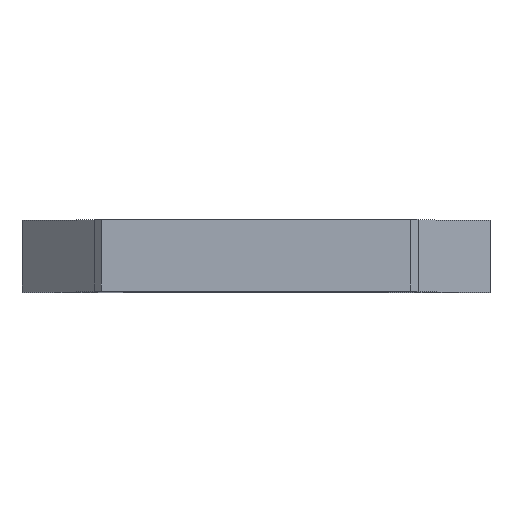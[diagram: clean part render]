
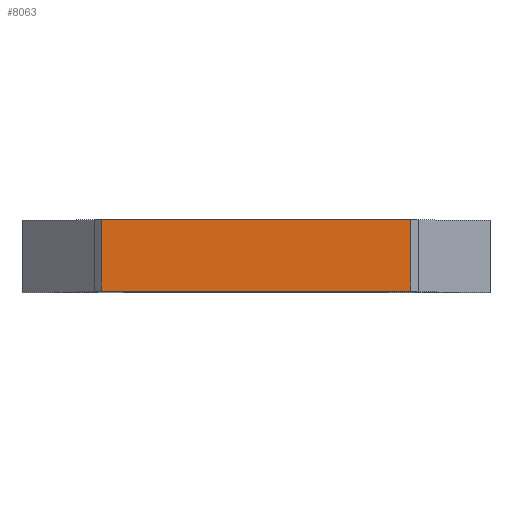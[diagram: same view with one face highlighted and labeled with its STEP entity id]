
A CAD part, top view. The second image highlights one B-rep face of the part: STEP entity #8063.
In plain terms, the highlighted planar face has unit normal (0, 0, 1).
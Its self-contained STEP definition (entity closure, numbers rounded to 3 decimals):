
#43 = PLANE('',#44);
#44 = AXIS2_PLACEMENT_3D('',#45,#46,#47);
#45 = CARTESIAN_POINT('',(0.,0.,0.));
#46 = DIRECTION('',(0.,-1.,0.));
#47 = DIRECTION('',(0.,0.,-1.));
#1913 = PLANE('',#1914);
#1914 = AXIS2_PLACEMENT_3D('',#1915,#1916,#1917);
#1915 = CARTESIAN_POINT('',(0.,10.,0.));
#1916 = DIRECTION('',(0.,-1.,0.));
#1917 = DIRECTION('',(0.,0.,-1.));
#4108 = EDGE_CURVE('',#4109,#4111,#4113,.T.);
#4109 = VERTEX_POINT('',#4110);
#4110 = CARTESIAN_POINT('',(11.,10.,80.));
#4111 = VERTEX_POINT('',#4112);
#4112 = CARTESIAN_POINT('',(54.,10.,80.));
#4113 = SURFACE_CURVE('',#4114,(#4118,#4125),.PCURVE_S1.);
#4114 = LINE('',#4115,#4116);
#4115 = CARTESIAN_POINT('',(10.,10.,80.));
#4116 = VECTOR('',#4117,1.);
#4117 = DIRECTION('',(1.,0.,0.));
#4118 = PCURVE('',#1913,#4119);
#4119 = DEFINITIONAL_REPRESENTATION('',(#4120),#4124);
#4120 = LINE('',#4121,#4122);
#4121 = CARTESIAN_POINT('',(-80.,10.));
#4122 = VECTOR('',#4123,1.);
#4123 = DIRECTION('',(0.,1.));
#4124 = ( GEOMETRIC_REPRESENTATION_CONTEXT(2) 
PARAMETRIC_REPRESENTATION_CONTEXT() REPRESENTATION_CONTEXT('2D SPACE',''
  ) );
#4125 = PCURVE('',#4126,#4131);
#4126 = PLANE('',#4127);
#4127 = AXIS2_PLACEMENT_3D('',#4128,#4129,#4130);
#4128 = CARTESIAN_POINT('',(10.,10.,80.));
#4129 = DIRECTION('',(0.,0.,-1.));
#4130 = DIRECTION('',(-1.,0.,0.));
#4131 = DEFINITIONAL_REPRESENTATION('',(#4132),#4136);
#4132 = LINE('',#4133,#4134);
#4133 = CARTESIAN_POINT('',(0.,0.));
#4134 = VECTOR('',#4135,1.);
#4135 = DIRECTION('',(-1.,0.));
#4136 = ( GEOMETRIC_REPRESENTATION_CONTEXT(2) 
PARAMETRIC_REPRESENTATION_CONTEXT() REPRESENTATION_CONTEXT('2D SPACE',''
  ) );
#4154 = PLANE('',#4155);
#4155 = AXIS2_PLACEMENT_3D('',#4156,#4157,#4158);
#4156 = CARTESIAN_POINT('',(55.,10.,79.));
#4157 = DIRECTION('',(-0.707,-0.,-0.707));
#4158 = DIRECTION('',(0.,-1.,0.));
#4432 = PLANE('',#4433);
#4433 = AXIS2_PLACEMENT_3D('',#4434,#4435,#4436);
#4434 = CARTESIAN_POINT('',(11.,10.,80.));
#4435 = DIRECTION('',(0.707,0.,-0.707));
#4436 = DIRECTION('',(0.,-1.,0.));
#5809 = VERTEX_POINT('',#5810);
#5810 = CARTESIAN_POINT('',(54.,0.,80.));
#5831 = EDGE_CURVE('',#5832,#5809,#5834,.T.);
#5832 = VERTEX_POINT('',#5833);
#5833 = CARTESIAN_POINT('',(11.,0.,80.));
#5834 = SURFACE_CURVE('',#5835,(#5839,#5846),.PCURVE_S1.);
#5835 = LINE('',#5836,#5837);
#5836 = CARTESIAN_POINT('',(10.,0.,80.));
#5837 = VECTOR('',#5838,1.);
#5838 = DIRECTION('',(1.,0.,0.));
#5839 = PCURVE('',#43,#5840);
#5840 = DEFINITIONAL_REPRESENTATION('',(#5841),#5845);
#5841 = LINE('',#5842,#5843);
#5842 = CARTESIAN_POINT('',(-80.,10.));
#5843 = VECTOR('',#5844,1.);
#5844 = DIRECTION('',(0.,1.));
#5845 = ( GEOMETRIC_REPRESENTATION_CONTEXT(2) 
PARAMETRIC_REPRESENTATION_CONTEXT() REPRESENTATION_CONTEXT('2D SPACE',''
  ) );
#5846 = PCURVE('',#4126,#5847);
#5847 = DEFINITIONAL_REPRESENTATION('',(#5848),#5852);
#5848 = LINE('',#5849,#5850);
#5849 = CARTESIAN_POINT('',(0.,-10.));
#5850 = VECTOR('',#5851,1.);
#5851 = DIRECTION('',(-1.,0.));
#5852 = ( GEOMETRIC_REPRESENTATION_CONTEXT(2) 
PARAMETRIC_REPRESENTATION_CONTEXT() REPRESENTATION_CONTEXT('2D SPACE',''
  ) );
#8063 = ADVANCED_FACE('',(#8064),#4126,.F.);
#8064 = FACE_BOUND('',#8065,.T.);
#8065 = EDGE_LOOP('',(#8066,#8067,#8088,#8089));
#8066 = ORIENTED_EDGE('',*,*,#5831,.T.);
#8067 = ORIENTED_EDGE('',*,*,#8068,.T.);
#8068 = EDGE_CURVE('',#5809,#4111,#8069,.T.);
#8069 = SURFACE_CURVE('',#8070,(#8074,#8081),.PCURVE_S1.);
#8070 = LINE('',#8071,#8072);
#8071 = CARTESIAN_POINT('',(54.,10.,80.));
#8072 = VECTOR('',#8073,1.);
#8073 = DIRECTION('',(0.,1.,0.));
#8074 = PCURVE('',#4126,#8075);
#8075 = DEFINITIONAL_REPRESENTATION('',(#8076),#8080);
#8076 = LINE('',#8077,#8078);
#8077 = CARTESIAN_POINT('',(-44.,0.));
#8078 = VECTOR('',#8079,1.);
#8079 = DIRECTION('',(0.,1.));
#8080 = ( GEOMETRIC_REPRESENTATION_CONTEXT(2) 
PARAMETRIC_REPRESENTATION_CONTEXT() REPRESENTATION_CONTEXT('2D SPACE',''
  ) );
#8081 = PCURVE('',#4154,#8082);
#8082 = DEFINITIONAL_REPRESENTATION('',(#8083),#8087);
#8083 = LINE('',#8084,#8085);
#8084 = CARTESIAN_POINT('',(0.,1.414));
#8085 = VECTOR('',#8086,1.);
#8086 = DIRECTION('',(-1.,0.));
#8087 = ( GEOMETRIC_REPRESENTATION_CONTEXT(2) 
PARAMETRIC_REPRESENTATION_CONTEXT() REPRESENTATION_CONTEXT('2D SPACE',''
  ) );
#8088 = ORIENTED_EDGE('',*,*,#4108,.F.);
#8089 = ORIENTED_EDGE('',*,*,#8090,.T.);
#8090 = EDGE_CURVE('',#4109,#5832,#8091,.T.);
#8091 = SURFACE_CURVE('',#8092,(#8096,#8103),.PCURVE_S1.);
#8092 = LINE('',#8093,#8094);
#8093 = CARTESIAN_POINT('',(11.,10.,80.));
#8094 = VECTOR('',#8095,1.);
#8095 = DIRECTION('',(0.,-1.,0.));
#8096 = PCURVE('',#4126,#8097);
#8097 = DEFINITIONAL_REPRESENTATION('',(#8098),#8102);
#8098 = LINE('',#8099,#8100);
#8099 = CARTESIAN_POINT('',(-1.,0.));
#8100 = VECTOR('',#8101,1.);
#8101 = DIRECTION('',(0.,-1.));
#8102 = ( GEOMETRIC_REPRESENTATION_CONTEXT(2) 
PARAMETRIC_REPRESENTATION_CONTEXT() REPRESENTATION_CONTEXT('2D SPACE',''
  ) );
#8103 = PCURVE('',#4432,#8104);
#8104 = DEFINITIONAL_REPRESENTATION('',(#8105),#8109);
#8105 = LINE('',#8106,#8107);
#8106 = CARTESIAN_POINT('',(0.,-0.));
#8107 = VECTOR('',#8108,1.);
#8108 = DIRECTION('',(1.,0.));
#8109 = ( GEOMETRIC_REPRESENTATION_CONTEXT(2) 
PARAMETRIC_REPRESENTATION_CONTEXT() REPRESENTATION_CONTEXT('2D SPACE',''
  ) );
